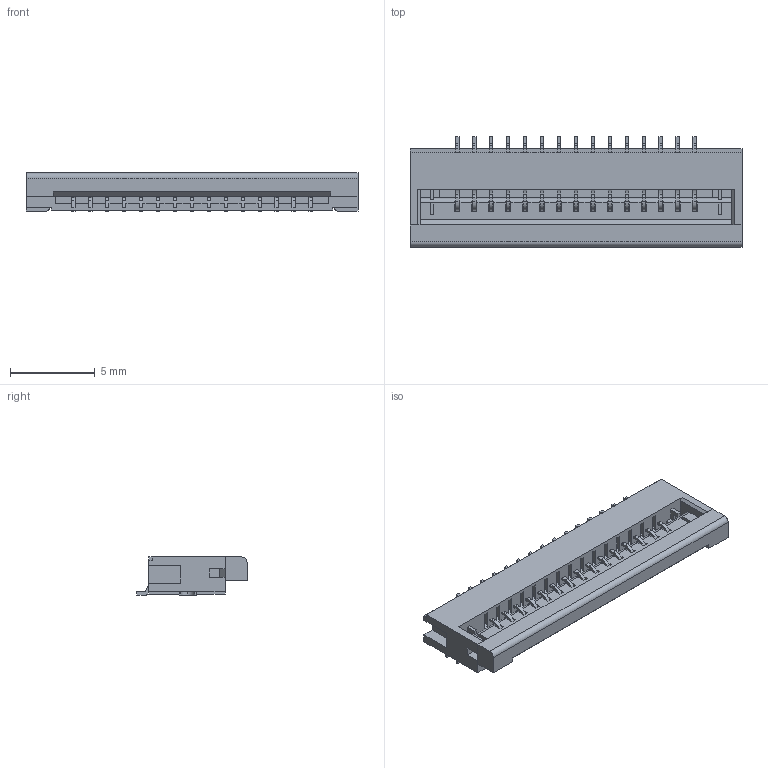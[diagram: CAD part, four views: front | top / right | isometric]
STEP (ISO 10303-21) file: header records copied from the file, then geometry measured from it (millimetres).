
FILE_DESCRIPTION(('STEP AP242'),'1');
FILE_NAME('686115148922.stp','2022-04-24T14:56:32',('TraceParts'),('TraceParts S.A.'),'Spatial InterOp 3D',' ',' ');
FILE_SCHEMA(('AP242_MANAGED_MODEL_BASED_3D_ENGINEERING_MIM_LF {1 0 10303 442 1 1 4}'));
Length unit declared in the file: millimetre
Products named in the file (1): 686115148922_1
Bounding box: 19.6 x 6.5 x 2.25 mm (x, y, z)
Volume: 175 mm3; surface area: 855.1 mm2
Topology: 19 solids, 19 shells, 912 faces, 2776 edges, 1834 vertices
Faces by surface type: plane 661, cylinder 251
Entity records: 31278 total; most frequent: ORIENTED_EDGE 5552, CARTESIAN_POINT 5541, DIRECTION 5200, EDGE_CURVE 2776, LINE 2214, VECTOR 2214, VERTEX_POINT 1834, AXIS2_PLACEMENT_3D 1493
